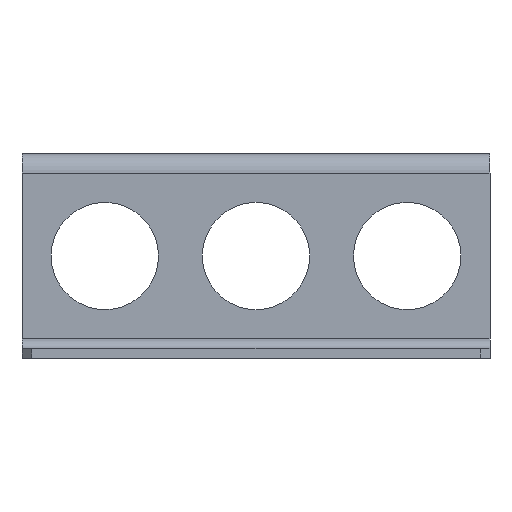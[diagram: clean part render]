
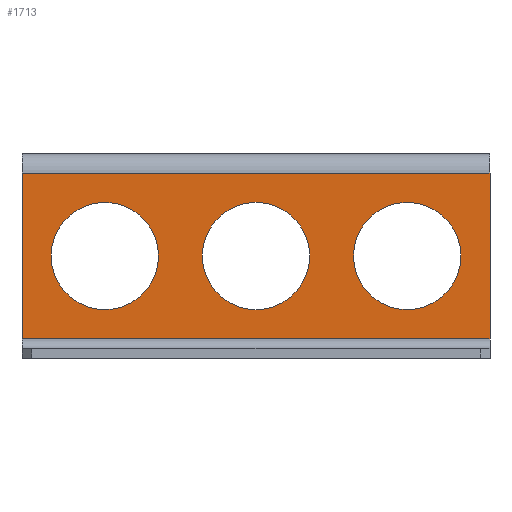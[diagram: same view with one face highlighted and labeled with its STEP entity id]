
A CAD part, left-side view. The second image highlights one B-rep face of the part: STEP entity #1713.
In plain terms, the highlighted planar face has unit normal (-1, 0, 0).
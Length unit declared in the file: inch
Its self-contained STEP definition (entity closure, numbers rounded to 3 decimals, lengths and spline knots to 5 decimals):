
#39=PLANE('',#1913);
#71=LINE('',#2579,#183);
#93=LINE('',#2655,#205);
#149=LINE('',#2894,#261);
#150=LINE('',#2896,#262);
#183=VECTOR('',#2075,1.0625);
#205=VECTOR('',#2137,1.0625);
#261=VECTOR('',#2405,3.);
#262=VECTOR('',#2408,3.);
#324=FACE_BOUND('',#581,.T.);
#325=FACE_BOUND('',#582,.T.);
#326=FACE_BOUND('',#583,.T.);
#439=FACE_OUTER_BOUND('',#580,.T.);
#580=EDGE_LOOP('',(#1448,#1449,#1450,#1451));
#581=EDGE_LOOP('',(#1452));
#582=EDGE_LOOP('',(#1453));
#583=EDGE_LOOP('',(#1454));
#632=CIRCLE('',#1730,0.344);
#636=CIRCLE('',#1736,0.344);
#640=CIRCLE('',#1742,0.344);
#744=VERTEX_POINT('',#2442);
#748=VERTEX_POINT('',#2452);
#752=VERTEX_POINT('',#2462);
#796=VERTEX_POINT('',#2576);
#797=VERTEX_POINT('',#2578);
#830=VERTEX_POINT('',#2652);
#831=VERTEX_POINT('',#2654);
#912=EDGE_CURVE('',#744,#744,#632,.T.);
#916=EDGE_CURVE('',#748,#748,#636,.T.);
#920=EDGE_CURVE('',#752,#752,#640,.T.);
#974=EDGE_CURVE('',#797,#796,#71,.T.);
#1012=EDGE_CURVE('',#830,#831,#93,.T.);
#1125=EDGE_CURVE('',#796,#831,#149,.T.);
#1126=EDGE_CURVE('',#830,#797,#150,.T.);
#1448=ORIENTED_EDGE('',*,*,#1125,.T.);
#1449=ORIENTED_EDGE('',*,*,#1012,.F.);
#1450=ORIENTED_EDGE('',*,*,#1126,.T.);
#1451=ORIENTED_EDGE('',*,*,#974,.T.);
#1452=ORIENTED_EDGE('',*,*,#912,.T.);
#1453=ORIENTED_EDGE('',*,*,#916,.T.);
#1454=ORIENTED_EDGE('',*,*,#920,.T.);
#1713=ADVANCED_FACE('',(#439,#324,#325,#326),#39,.T.);
#1730=AXIS2_PLACEMENT_3D('',#2443,#1935,#1936);
#1736=AXIS2_PLACEMENT_3D('',#2453,#1947,#1948);
#1742=AXIS2_PLACEMENT_3D('',#2463,#1959,#1960);
#1913=AXIS2_PLACEMENT_3D('',#2895,#2406,#2407);
#1935=DIRECTION('center_axis',(1.,0.,0.));
#1936=DIRECTION('ref_axis',(0.,0.,-1.));
#1947=DIRECTION('center_axis',(1.,0.,0.));
#1948=DIRECTION('ref_axis',(0.,0.,-1.));
#1959=DIRECTION('center_axis',(1.,0.,0.));
#1960=DIRECTION('ref_axis',(0.,0.,-1.));
#2075=DIRECTION('',(0.,0.,-1.));
#2137=DIRECTION('',(0.,0.,-1.));
#2405=DIRECTION('',(0.,-1.,0.));
#2406=DIRECTION('center_axis',(-1.,0.,0.));
#2407=DIRECTION('ref_axis',(0.,0.,1.));
#2408=DIRECTION('',(0.,1.,0.));
#2442=CARTESIAN_POINT('',(-0.79123,1.93029,-0.25));
#2443=CARTESIAN_POINT('Origin',(-0.79123,1.93029,-0.594));
#2452=CARTESIAN_POINT('',(-0.79123,0.96129,-0.25));
#2453=CARTESIAN_POINT('Origin',(-0.79123,0.96129,-0.594));
#2462=CARTESIAN_POINT('',(-0.79123,-0.00771,-0.25));
#2463=CARTESIAN_POINT('Origin',(-0.79123,-0.00771,
-0.594));
#2576=CARTESIAN_POINT('',(-0.79123,2.46129,-1.125));
#2578=CARTESIAN_POINT('',(-0.79123,2.46129,-0.0625));
#2579=CARTESIAN_POINT('',(-0.79123,2.46129,0.));
#2652=CARTESIAN_POINT('',(-0.79123,-0.53871,-0.0625));
#2654=CARTESIAN_POINT('',(-0.79123,-0.53871,-1.125));
#2655=CARTESIAN_POINT('',(-0.79123,-0.53871,0.));
#2894=CARTESIAN_POINT('',(-0.79123,2.46129,-1.125));
#2895=CARTESIAN_POINT('Origin',(-0.79123,2.46129,0.));
#2896=CARTESIAN_POINT('',(-0.79123,2.46129,-0.0625));
